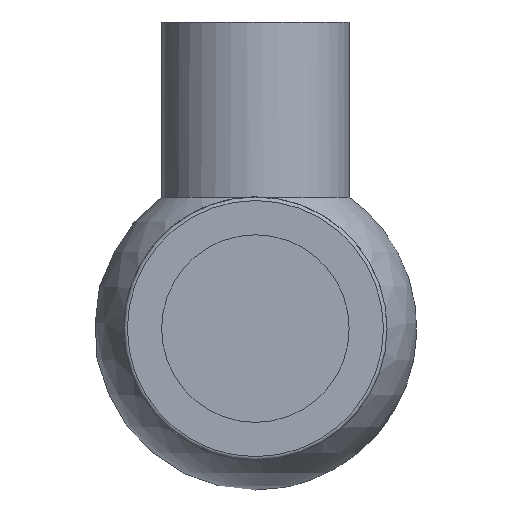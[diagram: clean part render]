
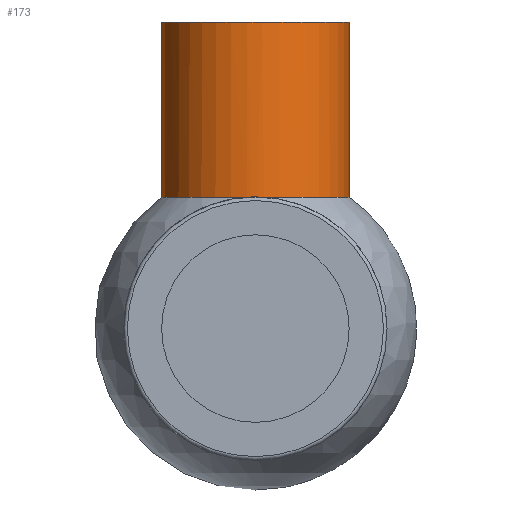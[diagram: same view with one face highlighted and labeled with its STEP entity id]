
A CAD part, front view. The second image highlights one B-rep face of the part: STEP entity #173.
In plain terms, the highlighted cylindrical face has radius 26 mm (diameter 52 mm), a full revolution.
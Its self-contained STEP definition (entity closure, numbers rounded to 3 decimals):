
#107=CARTESIAN_POINT('',(0.0,54.5,0.0));
#108=DIRECTION('',(0.0,0.0,1.0));
#109=DIRECTION('',(-1.0,0.0,0.0));
#110=AXIS2_PLACEMENT_3D('',#107,#108,#109);
#111=CYLINDRICAL_SURFACE('',#110,26.0);
#112=CARTESIAN_POINT('',(26.0,54.5,85.0));
#113=VERTEX_POINT('',#112);
#114=CARTESIAN_POINT('',(0.0,54.5,85.0));
#115=DIRECTION('',(0.0,0.0,-1.0));
#116=DIRECTION('',(-1.0,0.0,0.0));
#117=AXIS2_PLACEMENT_3D('',#114,#115,#116);
#118=CIRCLE('',#117,26.0);
#119=EDGE_CURVE('',#113,#113,#118,.T.);
#120=ORIENTED_EDGE('',*,*,#119,.T.);
#121=EDGE_LOOP('',(#120));
#122=FACE_OUTER_BOUND('',#121,.T.);
#123=CARTESIAN_POINT('',(2.385,28.61,36.422));
#124=VERTEX_POINT('',#123);
#125=CARTESIAN_POINT('',(-2.385,28.61,36.422));
#126=VERTEX_POINT('',#125);
#127=CARTESIAN_POINT('',(2.385,28.61,36.422));
#128=CARTESIAN_POINT('',(1.656,28.543,36.47));
#129=CARTESIAN_POINT('',(0.929,28.507,36.495));
#130=CARTESIAN_POINT('',(0.208,28.501,36.499));
#131=CARTESIAN_POINT('',(-0.474,28.495,36.503));
#132=CARTESIAN_POINT('',(-1.158,28.517,36.488));
#133=CARTESIAN_POINT('',(-1.847,28.566,36.453));
#134=CARTESIAN_POINT('',(-2.026,28.578,36.444));
#135=CARTESIAN_POINT('',(-2.206,28.593,36.434));
#136=CARTESIAN_POINT('',(-2.385,28.61,36.422));
#137=B_SPLINE_CURVE_WITH_KNOTS('',3,(#127,#128,#129,#130,#131,#132,#133,#134,#135,#136),.UNSPECIFIED.,.F.,.U.,(4,3,3,4),(3.877,4.093,4.297,4.35),.UNSPECIFIED.);
#138=EDGE_CURVE('',#124,#126,#137,.T.);
#139=ORIENTED_EDGE('',*,*,#138,.F.);
#140=CARTESIAN_POINT('',(2.385,80.39,36.422));
#141=VERTEX_POINT('',#140);
#142=CARTESIAN_POINT('',(0.0,54.5,36.422));
#143=DIRECTION('',(0.0,0.0,-1.0));
#144=DIRECTION('',(-1.0,0.0,0.0));
#145=AXIS2_PLACEMENT_3D('',#142,#143,#144);
#146=CIRCLE('',#145,26.0);
#147=EDGE_CURVE('',#141,#124,#146,.T.);
#148=ORIENTED_EDGE('',*,*,#147,.F.);
#149=CARTESIAN_POINT('',(-2.385,80.39,36.422));
#150=VERTEX_POINT('',#149);
#151=CARTESIAN_POINT('',(-2.385,80.39,36.422));
#152=CARTESIAN_POINT('',(-1.656,80.457,36.47));
#153=CARTESIAN_POINT('',(-0.929,80.493,36.495));
#154=CARTESIAN_POINT('',(-0.208,80.499,36.499));
#155=CARTESIAN_POINT('',(0.474,80.505,36.503));
#156=CARTESIAN_POINT('',(1.158,80.483,36.488));
#157=CARTESIAN_POINT('',(1.847,80.434,36.453));
#158=CARTESIAN_POINT('',(2.026,80.422,36.444));
#159=CARTESIAN_POINT('',(2.206,80.407,36.434));
#160=CARTESIAN_POINT('',(2.385,80.39,36.422));
#161=B_SPLINE_CURVE_WITH_KNOTS('',3,(#151,#152,#153,#154,#155,#156,#157,#158,#159,#160),.UNSPECIFIED.,.F.,.U.,(4,3,3,4),(12.104,12.32,12.524,12.577),.UNSPECIFIED.);
#162=EDGE_CURVE('',#150,#141,#161,.T.);
#163=ORIENTED_EDGE('',*,*,#162,.F.);
#164=CARTESIAN_POINT('',(0.0,54.5,36.422));
#165=DIRECTION('',(0.0,0.0,-1.0));
#166=DIRECTION('',(-1.0,0.0,0.0));
#167=AXIS2_PLACEMENT_3D('',#164,#165,#166);
#168=CIRCLE('',#167,26.0);
#169=EDGE_CURVE('',#126,#150,#168,.T.);
#170=ORIENTED_EDGE('',*,*,#169,.F.);
#171=EDGE_LOOP('',(#139,#148,#163,#170));
#172=FACE_BOUND('',#171,.T.);
#173=ADVANCED_FACE('',(#122,#172),#111,.T.);
